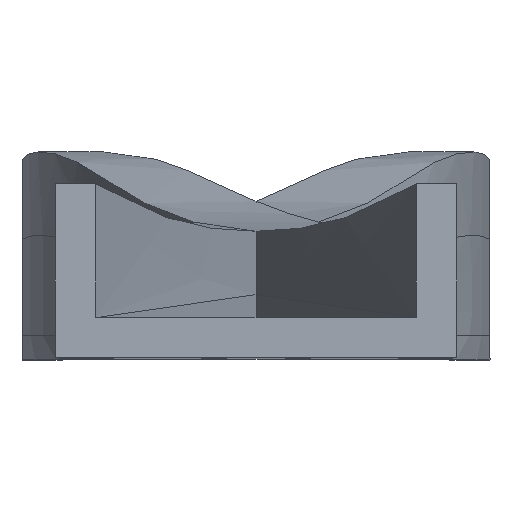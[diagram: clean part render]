
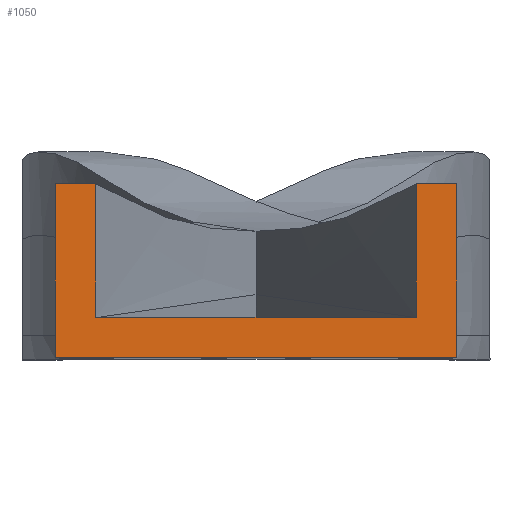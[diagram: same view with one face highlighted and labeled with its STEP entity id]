
A CAD part, top view. The second image highlights one B-rep face of the part: STEP entity #1050.
In plain terms, the highlighted planar face has unit normal (0, 0, 1).
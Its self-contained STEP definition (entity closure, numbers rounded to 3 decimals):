
#17 = LINE ( 'NONE', #910, #1184 ) ;
#161 = VECTOR ( 'NONE', #1185, 1000. ) ;
#175 = DIRECTION ( 'NONE',  ( 0., 1., 0. ) ) ;
#204 = ORIENTED_EDGE ( 'NONE', *, *, #3741, .F. ) ;
#206 = DIRECTION ( 'NONE',  ( 0., 1., 0. ) ) ;
#264 = CARTESIAN_POINT ( 'NONE',  ( -3.843, 112.016, 189.298 ) ) ;
#571 = PLANE ( 'NONE',  #2664 ) ;
#687 = VECTOR ( 'NONE', #3268, 1000. ) ;
#850 = ORIENTED_EDGE ( 'NONE', *, *, #908, .F. ) ;
#908 = EDGE_CURVE ( 'NONE', #923, #2113, #2010, .T. ) ;
#910 = CARTESIAN_POINT ( 'NONE',  ( -0.843, 112.016, 189.298 ) ) ;
#923 = VERTEX_POINT ( 'NONE', #1456 ) ;
#985 = EDGE_CURVE ( 'NONE', #923, #1008, #1751, .T. ) ;
#986 = CARTESIAN_POINT ( 'NONE',  ( -3.843, 112.016, 189.298 ) ) ;
#1008 = VERTEX_POINT ( 'NONE', #2594 ) ;
#1038 = LINE ( 'NONE', #1095, #2255 ) ;
#1050 = ADVANCED_FACE ( 'NONE', ( #2771 ), #571, .F. ) ;
#1055 = ORIENTED_EDGE ( 'NONE', *, *, #1669, .T. ) ;
#1095 = CARTESIAN_POINT ( 'NONE',  ( 23.157, 112.016, 189.298 ) ) ;
#1107 = CARTESIAN_POINT ( 'NONE',  ( 26.157, 112.016, 189.298 ) ) ;
#1131 = CARTESIAN_POINT ( 'NONE',  ( -3.843, 99.016, 189.298 ) ) ;
#1184 = VECTOR ( 'NONE', #1579, 1000. ) ;
#1185 = DIRECTION ( 'NONE',  ( 1., 0., 0. ) ) ;
#1456 = CARTESIAN_POINT ( 'NONE',  ( -3.843, 99.008, 189.298 ) ) ;
#1514 = CARTESIAN_POINT ( 'NONE',  ( 23.157, 102.016, 189.298 ) ) ;
#1516 = DIRECTION ( 'NONE',  ( 0., 0., -1. ) ) ;
#1550 = EDGE_CURVE ( 'NONE', #3340, #3599, #1557, .T. ) ;
#1557 = LINE ( 'NONE', #3626, #3099 ) ;
#1579 = DIRECTION ( 'NONE',  ( 0., -1., 0. ) ) ;
#1669 = EDGE_CURVE ( 'NONE', #1008, #3340, #2934, .T. ) ;
#1751 = LINE ( 'NONE', #2961, #687 ) ;
#1896 = EDGE_CURVE ( 'NONE', #3599, #2822, #1038, .T. ) ;
#2010 = LINE ( 'NONE', #1131, #3942 ) ;
#2022 = CARTESIAN_POINT ( 'NONE',  ( 23.157, 112.016, 189.298 ) ) ;
#2113 = VERTEX_POINT ( 'NONE', #264 ) ;
#2132 = CARTESIAN_POINT ( 'NONE',  ( 18.657, 105.516, 189.298 ) ) ;
#2155 = EDGE_LOOP ( 'NONE', ( #3499, #1055, #2213, #3072, #2694, #2865, #204, #850 ) ) ;
#2213 = ORIENTED_EDGE ( 'NONE', *, *, #1550, .T. ) ;
#2255 = VECTOR ( 'NONE', #2318, 1000. ) ;
#2318 = DIRECTION ( 'NONE',  ( 0., -1., 0. ) ) ;
#2322 = CARTESIAN_POINT ( 'NONE',  ( 26.157, 99.016, 189.298 ) ) ;
#2353 = CARTESIAN_POINT ( 'NONE',  ( -0.843, 112.016, 189.298 ) ) ;
#2594 = CARTESIAN_POINT ( 'NONE',  ( 26.157, 99.008, 189.298 ) ) ;
#2664 = AXIS2_PLACEMENT_3D ( 'NONE', #2132, #1516, #2730 ) ;
#2666 = VERTEX_POINT ( 'NONE', #3772 ) ;
#2694 = ORIENTED_EDGE ( 'NONE', *, *, #3564, .F. ) ;
#2730 = DIRECTION ( 'NONE',  ( 0., -1., 0. ) ) ;
#2748 = DIRECTION ( 'NONE',  ( -1., 0., 0. ) ) ;
#2771 = FACE_OUTER_BOUND ( 'NONE', #2155, .T. ) ;
#2822 = VERTEX_POINT ( 'NONE', #1514 ) ;
#2865 = ORIENTED_EDGE ( 'NONE', *, *, #3376, .F. ) ;
#2934 = LINE ( 'NONE', #2322, #3166 ) ;
#2961 = CARTESIAN_POINT ( 'NONE',  ( -103.843, 99.008, 189.298 ) ) ;
#3072 = ORIENTED_EDGE ( 'NONE', *, *, #1896, .T. ) ;
#3090 = VECTOR ( 'NONE', #3362, 1000. ) ;
#3099 = VECTOR ( 'NONE', #2748, 1000. ) ;
#3118 = LINE ( 'NONE', #986, #3090 ) ;
#3166 = VECTOR ( 'NONE', #206, 1000. ) ;
#3260 = LINE ( 'NONE', #3919, #161 ) ;
#3268 = DIRECTION ( 'NONE',  ( 1., 0., 0. ) ) ;
#3323 = VERTEX_POINT ( 'NONE', #2353 ) ;
#3340 = VERTEX_POINT ( 'NONE', #1107 ) ;
#3362 = DIRECTION ( 'NONE',  ( 1., 0., 0. ) ) ;
#3376 = EDGE_CURVE ( 'NONE', #3323, #2666, #17, .T. ) ;
#3499 = ORIENTED_EDGE ( 'NONE', *, *, #985, .T. ) ;
#3564 = EDGE_CURVE ( 'NONE', #2666, #2822, #3260, .T. ) ;
#3599 = VERTEX_POINT ( 'NONE', #2022 ) ;
#3626 = CARTESIAN_POINT ( 'NONE',  ( 26.157, 112.016, 189.298 ) ) ;
#3741 = EDGE_CURVE ( 'NONE', #2113, #3323, #3118, .T. ) ;
#3772 = CARTESIAN_POINT ( 'NONE',  ( -0.843, 102.016, 189.298 ) ) ;
#3919 = CARTESIAN_POINT ( 'NONE',  ( -0.843, 102.016, 189.298 ) ) ;
#3942 = VECTOR ( 'NONE', #175, 1000. ) ;
